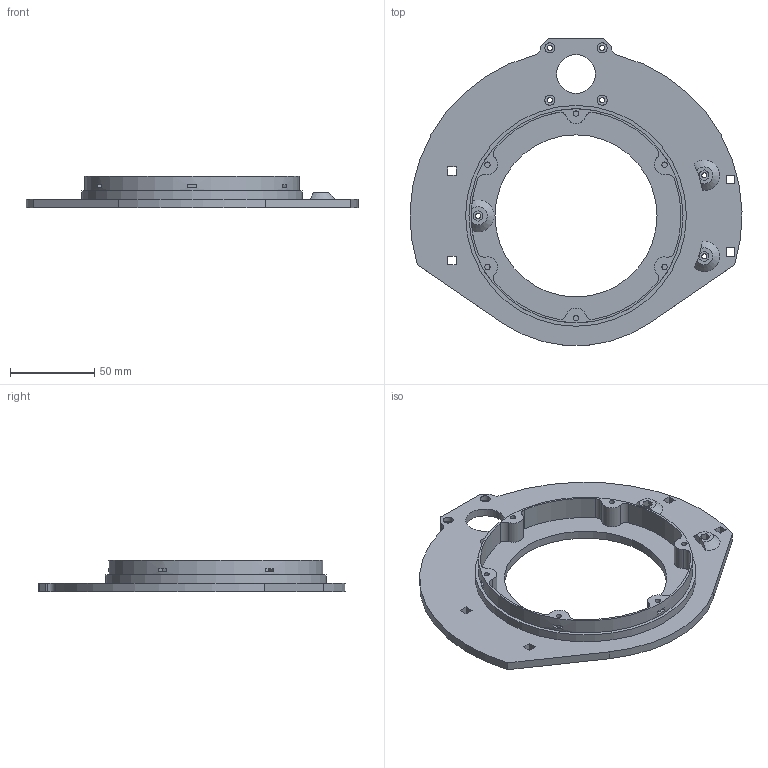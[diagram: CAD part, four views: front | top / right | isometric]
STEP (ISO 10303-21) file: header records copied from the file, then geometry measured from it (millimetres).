
FILE_DESCRIPTION(/* description */ (''),/* implementation_level */ '2;1');
FILE_NAME(/* name */ 'Pan Mount.stp',/* time_stamp */ '2020-06-08T18:39:07+01:00',/* author */ ('isaac879'),/* organization */ (''),/* preprocessor_version */ 'ST-DEVELOPER v18',/* originating_system */ 'Autodesk Inventor 2020',/* authorisation */ '');
FILE_SCHEMA (('AUTOMOTIVE_DESIGN { 1 0 10303 214 3 1 1 }'));
Length unit declared in the file: millimetre
Products named in the file (1): Pan Mount
Bounding box: 196.69 x 181.72 x 18.8 mm (x, y, z)
Volume: 111630.4 mm3; surface area: 56464 mm2
Topology: 1 solids, 1 shells, 161 faces, 430 edges, 301 vertices
Faces by surface type: plane 96, cylinder 62, cone 3
Full cylindrical faces by diameter (mm): 3 x7, 3.2 x12, 6 x4, 23 x1, 96 x1, 126.8 x1, 130.8 x1
Entity records: 5266 total; most frequent: DIRECTION 935, CARTESIAN_POINT 923, ORIENTED_EDGE 860, EDGE_CURVE 430, AXIS2_PLACEMENT_3D 349, VERTEX_POINT 301, LINE 237, VECTOR 237
